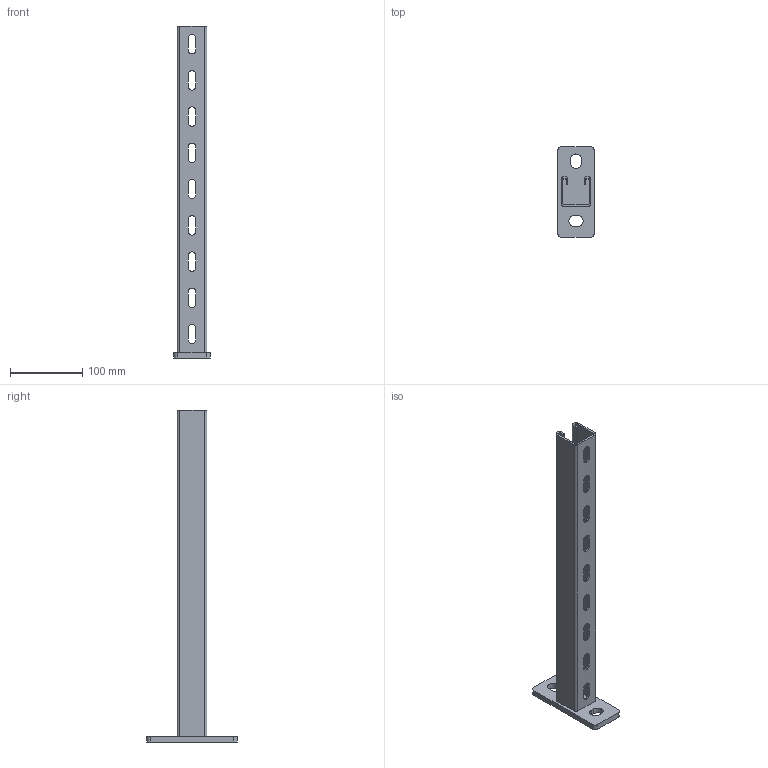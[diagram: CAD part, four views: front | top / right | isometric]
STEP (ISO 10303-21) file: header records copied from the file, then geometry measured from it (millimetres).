
FILE_DESCRIPTION (( 'STEP AP203' ), '1' );
FILE_NAME ('Êîíñîëü BBP-41_BBP4140.STEP', '2012-11-19T06:29:57', ( 'Àñååâ' ), ( '' ), 'SwSTEP 2.0', 'SolidWorks 2012', '' );
FILE_SCHEMA (( 'CONFIG_CONTROL_DESIGN' ));
Length unit declared in the file: millimetre
Products named in the file (1): Êîíñîëü BBP-41_BBP4140
Bounding box: 50 x 125 x 458 mm (x, y, z)
Volume: 198473.5 mm3; surface area: 140968.3 mm2
Topology: 1 solids, 1 shells, 83 faces, 240 edges, 160 vertices
Faces by surface type: plane 45, cylinder 38
Entity records: 2871 total; most frequent: CARTESIAN_POINT 484, DIRECTION 484, ORIENTED_EDGE 480, EDGE_CURVE 240, LINE 164, VECTOR 164, AXIS2_PLACEMENT_3D 160, VERTEX_POINT 160
